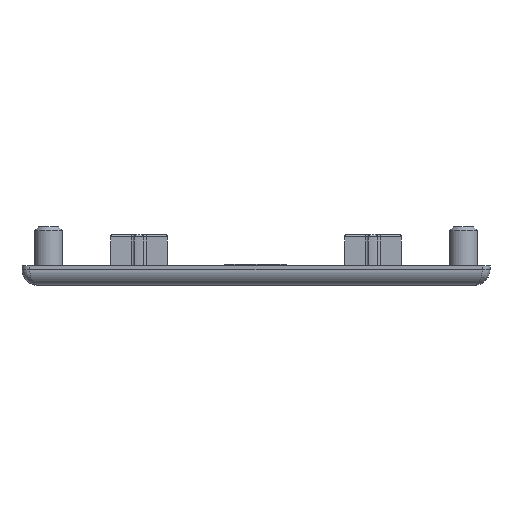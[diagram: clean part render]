
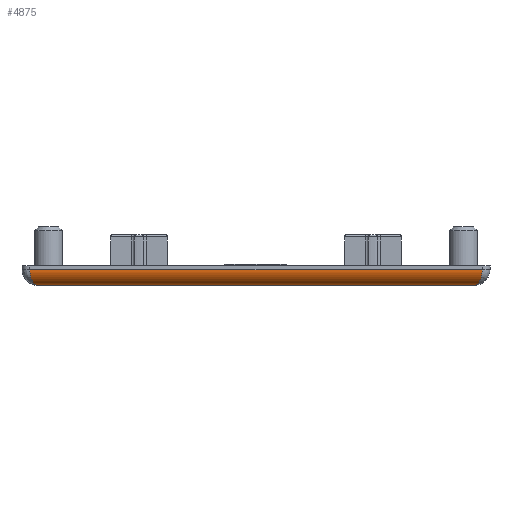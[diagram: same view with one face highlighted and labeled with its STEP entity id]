
A CAD part, front view. The second image highlights one B-rep face of the part: STEP entity #4875.
In plain terms, the highlighted cylindrical face has radius 2 mm (diameter 4 mm), a partial arc.
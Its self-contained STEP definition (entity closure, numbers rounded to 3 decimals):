
#30 = ORIENTED_EDGE ( 'NONE', *, *, #1944, .F. ) ;
#31 = ORIENTED_EDGE ( 'NONE', *, *, #1919, .F. ) ;
#32 = ORIENTED_EDGE ( 'NONE', *, *, #1935, .F. ) ;
#33 = ORIENTED_EDGE ( 'NONE', *, *, #1925, .T. ) ;
#1010 = CARTESIAN_POINT ( 'NONE',  ( 29., -30., 2. ) ) ;
#1233 = EDGE_LOOP ( 'NONE', ( #33, #32, #31, #30 ) ) ;
#1429 = VERTEX_POINT ( 'NONE', #1010 ) ;
#1454 = VERTEX_POINT ( 'NONE', #2934 ) ;
#1478 = VERTEX_POINT ( 'NONE', #2958 ) ;
#1919 = EDGE_CURVE ( 'NONE', #1429, #1478, #2245, .T. ) ;
#1925 = EDGE_CURVE ( 'NONE', #1454, #4907, #2248, .T. ) ;
#1935 = EDGE_CURVE ( 'NONE', #1478, #4907, #2434, .T. ) ;
#1944 = EDGE_CURVE ( 'NONE', #1454, #1429, #2450, .T. ) ;
#2076 = CARTESIAN_POINT ( 'NONE',  ( 29., -30., 2. ) ) ;
#2077 = CARTESIAN_POINT ( 'NONE',  ( 29., -30., 0.828 ) ) ;
#2091 = CARTESIAN_POINT ( 'NONE',  ( 28.586, -29.172, 0. ) ) ;
#2092 = CARTESIAN_POINT ( 'NONE',  ( 28., -28., 0. ) ) ;
#2104 = CARTESIAN_POINT ( 'NONE',  ( -29., -30., 2. ) ) ;
#2105 = CARTESIAN_POINT ( 'NONE',  ( -29., -30., 0.828 ) ) ;
#2110 = CARTESIAN_POINT ( 'NONE',  ( -28.586, -29.172, 0. ) ) ;
#2111 = CARTESIAN_POINT ( 'NONE',  ( -28., -28., 0. ) ) ;
#2137 = CARTESIAN_POINT ( 'NONE',  ( 0., -28., 0. ) ) ;
#2139 = DIRECTION ( 'NONE',  ( -1., 0., 0. ) ) ;
#2141 = CARTESIAN_POINT ( 'NONE',  ( 30., -30., 2. ) ) ;
#2156 = DIRECTION ( 'NONE',  ( 1., 0., 0. ) ) ;
#2245 =( BOUNDED_CURVE ( )  B_SPLINE_CURVE ( 3, ( #2076, #2077, #2091, #2092 ),
 .UNSPECIFIED., .F., .T. ) 
 B_SPLINE_CURVE_WITH_KNOTS ( ( 4, 4 ),
 ( 0., 1.571 ),
 .UNSPECIFIED. ) 
 CURVE ( )  GEOMETRIC_REPRESENTATION_ITEM ( )  RATIONAL_B_SPLINE_CURVE ( ( 1., 0.805, 0.805, 1. ) ) 
 REPRESENTATION_ITEM ( '' )  );
#2248 =( BOUNDED_CURVE ( )  B_SPLINE_CURVE ( 3, ( #2104, #2105, #2110, #2111 ),
 .UNSPECIFIED., .F., .T. ) 
 B_SPLINE_CURVE_WITH_KNOTS ( ( 4, 4 ),
 ( 0., 1.571 ),
 .UNSPECIFIED. ) 
 CURVE ( )  GEOMETRIC_REPRESENTATION_ITEM ( )  RATIONAL_B_SPLINE_CURVE ( ( 1., 0.805, 0.805, 1. ) ) 
 REPRESENTATION_ITEM ( '' )  );
#2434 = LINE ( 'NONE', #2137, #2437 ) ;
#2437 = VECTOR ( 'NONE', #2139, 1000. ) ;
#2450 = LINE ( 'NONE', #2141, #2455 ) ;
#2455 = VECTOR ( 'NONE', #2156, 1000. ) ;
#2934 = CARTESIAN_POINT ( 'NONE',  ( -29., -30., 2. ) ) ;
#2958 = CARTESIAN_POINT ( 'NONE',  ( 28., -28., 0. ) ) ;
#3504 = FACE_OUTER_BOUND ( 'NONE', #1233, .T. ) ;
#3505 = CYLINDRICAL_SURFACE ( 'NONE', #5096, 2. ) ;
#4590 = DIRECTION ( 'NONE',  ( 0., 1., 0. ) ) ;
#4591 = DIRECTION ( 'NONE',  ( 1., 0., 0. ) ) ;
#4633 = CARTESIAN_POINT ( 'NONE',  ( 30., -28., 2. ) ) ;
#4733 = CARTESIAN_POINT ( 'NONE',  ( -28., -28., 0. ) ) ;
#4875 = ADVANCED_FACE ( 'NONE', ( #3504 ), #3505, .T. ) ;
#4907 = VERTEX_POINT ( 'NONE', #4733 ) ;
#5096 = AXIS2_PLACEMENT_3D ( 'NONE', #4633, #4591, #4590 ) ;
